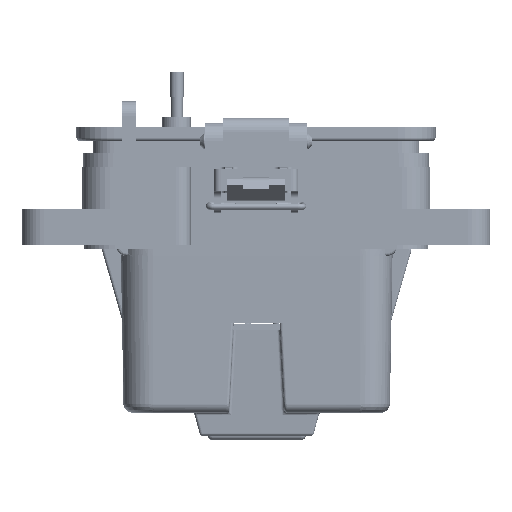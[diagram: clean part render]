
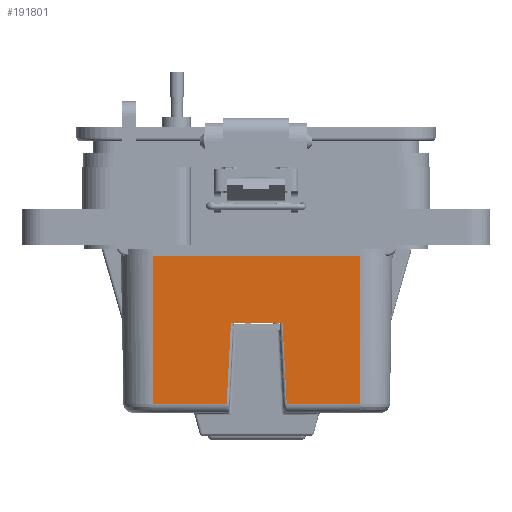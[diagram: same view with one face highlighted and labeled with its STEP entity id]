
A CAD part, front view. The second image highlights one B-rep face of the part: STEP entity #191801.
In plain terms, the highlighted face is planar.
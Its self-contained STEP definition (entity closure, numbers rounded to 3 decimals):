
#7168 = EDGE_CURVE ( 'NONE', #9584, #8880, #129072, .T. ) ;
#8880 = VERTEX_POINT ( 'NONE', #49291 ) ;
#9584 = VERTEX_POINT ( 'NONE', #20824 ) ;
#12108 = CARTESIAN_POINT ( 'NONE',  ( 23.658, 0., -21.031 ) ) ;
#13142 = VERTEX_POINT ( 'NONE', #185887 ) ;
#14959 = EDGE_CURVE ( 'NONE', #121673, #9584, #99533, .T. ) ;
#18915 = CARTESIAN_POINT ( 'NONE',  ( 23.658, -7.112, -21.031 ) ) ;
#20824 = CARTESIAN_POINT ( 'NONE',  ( 23.271, -28.553, -43.224 ) ) ;
#25443 = DIRECTION ( 'NONE',  ( 0., 1., 0. ) ) ;
#29162 = VECTOR ( 'NONE', #198193, 1000. ) ;
#29545 = CARTESIAN_POINT ( 'NONE',  ( 23.981, 0., -2.54 ) ) ;
#31073 = LINE ( 'NONE', #162630, #81475 ) ;
#34279 = DIRECTION ( 'NONE',  ( -0.017, 0.052, -0.998 ) ) ;
#35364 = LINE ( 'NONE', #204773, #129170 ) ;
#37451 = ORIENTED_EDGE ( 'NONE', *, *, #14959, .T. ) ;
#49291 = CARTESIAN_POINT ( 'NONE',  ( 23.271, -8.275, -43.224 ) ) ;
#60059 = LINE ( 'NONE', #178211, #159941 ) ;
#62769 = CARTESIAN_POINT ( 'NONE',  ( 23.981, -28.553, -2.54 ) ) ;
#63301 = CARTESIAN_POINT ( 'NONE',  ( 23.981, -28.553, -2.54 ) ) ;
#64490 = EDGE_CURVE ( 'NONE', #161334, #152522, #165904, .T. ) ;
#67448 = VERTEX_POINT ( 'NONE', #86971 ) ;
#79307 = VERTEX_POINT ( 'NONE', #143924 ) ;
#80815 = DIRECTION ( 'NONE',  ( -0.017, 0., -1. ) ) ;
#81475 = VECTOR ( 'NONE', #212778, 1000. ) ;
#86039 = EDGE_CURVE ( 'NONE', #8880, #152522, #31073, .T. ) ;
#86971 = CARTESIAN_POINT ( 'NONE',  ( 23.271, 28.553, -43.224 ) ) ;
#89161 = VECTOR ( 'NONE', #182950, 1000. ) ;
#95137 = EDGE_CURVE ( 'NONE', #161334, #79307, #35364, .T. ) ;
#99533 = LINE ( 'NONE', #62769, #175986 ) ;
#100955 = EDGE_CURVE ( 'NONE', #13142, #121673, #114979, .T. ) ;
#114807 = ORIENTED_EDGE ( 'NONE', *, *, #95137, .T. ) ;
#114979 = LINE ( 'NONE', #150634, #89161 ) ;
#119373 = VECTOR ( 'NONE', #25443, 1000. ) ;
#121673 = VERTEX_POINT ( 'NONE', #63301 ) ;
#124127 = VECTOR ( 'NONE', #215326, 1000. ) ;
#125068 = ORIENTED_EDGE ( 'NONE', *, *, #7168, .T. ) ;
#126068 = ORIENTED_EDGE ( 'NONE', *, *, #86039, .T. ) ;
#129072 = LINE ( 'NONE', #178114, #119373 ) ;
#129170 = VECTOR ( 'NONE', #34279, 1000. ) ;
#134688 = EDGE_CURVE ( 'NONE', #79307, #67448, #60059, .T. ) ;
#136475 = AXIS2_PLACEMENT_3D ( 'NONE', #29545, #177018, #80815 ) ;
#137344 = ORIENTED_EDGE ( 'NONE', *, *, #100955, .T. ) ;
#137515 = CARTESIAN_POINT ( 'NONE',  ( 23.658, 7.112, -21.031 ) ) ;
#138132 = ORIENTED_EDGE ( 'NONE', *, *, #134688, .T. ) ;
#140505 = EDGE_CURVE ( 'NONE', #67448, #13142, #181905, .T. ) ;
#143206 = ORIENTED_EDGE ( 'NONE', *, *, #140505, .T. ) ;
#143924 = CARTESIAN_POINT ( 'NONE',  ( 23.271, 8.275, -43.224 ) ) ;
#145799 = ORIENTED_EDGE ( 'NONE', *, *, #64490, .F. ) ;
#149687 = DIRECTION ( 'NONE',  ( -0.017, 0., -1. ) ) ;
#150634 = CARTESIAN_POINT ( 'NONE',  ( 23.981, 0., -2.54 ) ) ;
#152522 = VERTEX_POINT ( 'NONE', #18915 ) ;
#159941 = VECTOR ( 'NONE', #193846, 1000. ) ;
#161334 = VERTEX_POINT ( 'NONE', #137515 ) ;
#162630 = CARTESIAN_POINT ( 'NONE',  ( 23.659, -7.11, -20.991 ) ) ;
#164091 = CARTESIAN_POINT ( 'NONE',  ( 23.981, 28.553, -2.54 ) ) ;
#165904 = LINE ( 'NONE', #12108, #29162 ) ;
#175986 = VECTOR ( 'NONE', #149687, 1000. ) ;
#177018 = DIRECTION ( 'NONE',  ( 1., 0., -0.017 ) ) ;
#178114 = CARTESIAN_POINT ( 'NONE',  ( 23.271, -7.644, -43.224 ) ) ;
#178211 = CARTESIAN_POINT ( 'NONE',  ( 23.271, 28.553, -43.224 ) ) ;
#181905 = LINE ( 'NONE', #164091, #124127 ) ;
#182950 = DIRECTION ( 'NONE',  ( 0., -1., 0. ) ) ;
#183347 = PLANE ( 'NONE',  #136475 ) ;
#185887 = CARTESIAN_POINT ( 'NONE',  ( 23.981, 28.553, -2.54 ) ) ;
#188673 = EDGE_LOOP ( 'NONE', ( #125068, #126068, #145799, #114807, #138132, #143206, #137344, #37451 ) ) ;
#191801 = ADVANCED_FACE ( 'NONE', ( #211565 ), #183347, .T. ) ;
#193846 = DIRECTION ( 'NONE',  ( 0., 1., 0. ) ) ;
#198193 = DIRECTION ( 'NONE',  ( 0., -1., 0. ) ) ;
#204773 = CARTESIAN_POINT ( 'NONE',  ( 23.271, 8.273, -43.184 ) ) ;
#211565 = FACE_OUTER_BOUND ( 'NONE', #188673, .T. ) ;
#212778 = DIRECTION ( 'NONE',  ( 0.017, 0.052, 0.998 ) ) ;
#215326 = DIRECTION ( 'NONE',  ( 0.017, 0., 1. ) ) ;
